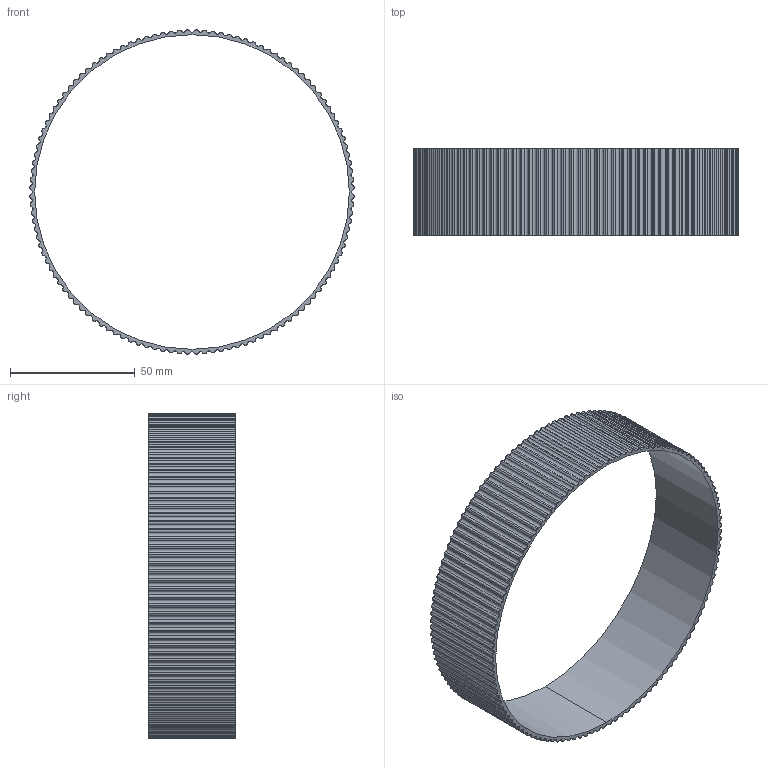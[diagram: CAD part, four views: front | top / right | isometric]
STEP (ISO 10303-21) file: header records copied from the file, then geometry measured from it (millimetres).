
FILE_DESCRIPTION (( 'STEP AP214' ), '1' );
FILE_NAME ('2002-PJ - CEGIS WEAPON RING.STEP', '2023-10-19T15:16:16', ( '' ), ( '' ), 'SwSTEP 2.0', 'SolidWorks 2023', '' );
FILE_SCHEMA (( 'AUTOMOTIVE_DESIGN' ));
Length unit declared in the file: millimetre
Products named in the file (1): 2002-PJ - CEGIS WEAPON RING
Bounding box: 129.95 x 35 x 129.95 mm (x, y, z)
Volume: 20873.7 mm3; surface area: 32272.2 mm2
Topology: 1 solids, 1 shells, 441 faces, 1317 edges, 878 vertices
Faces by surface type: cylinder 439, plane 2
Entity records: 15416 total; most frequent: DIRECTION 3079, CARTESIAN_POINT 2637, ORIENTED_EDGE 2634, AXIS2_PLACEMENT_3D 1320, EDGE_CURVE 1317, CIRCLE 878, VERTEX_POINT 878, EDGE_LOOP 443
